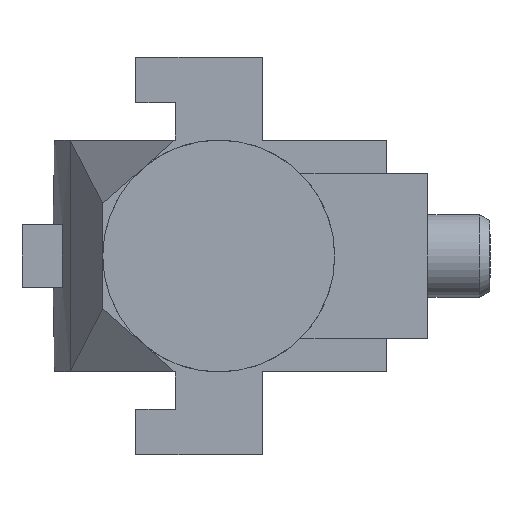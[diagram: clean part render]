
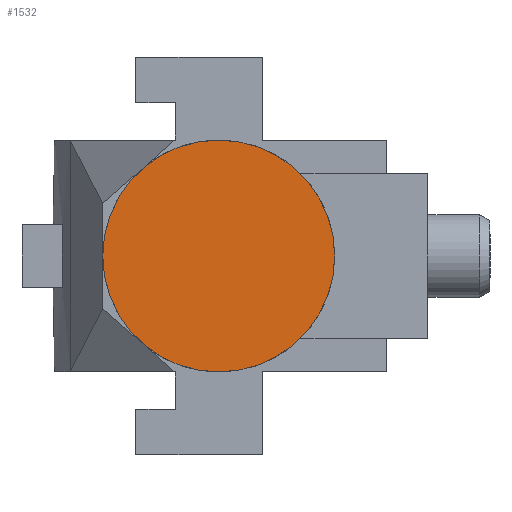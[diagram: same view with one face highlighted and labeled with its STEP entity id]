
A CAD part, left-side view. The second image highlights one B-rep face of the part: STEP entity #1532.
In plain terms, the highlighted planar face has unit normal (-1, 0, 0).
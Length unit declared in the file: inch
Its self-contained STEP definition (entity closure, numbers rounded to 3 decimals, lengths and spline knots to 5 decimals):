
#15 = VERTEX_POINT ( 'NONE', #119 ) ;
#53 = PLANE ( 'NONE',  #1989 ) ;
#55 = DIRECTION ( 'NONE',  ( 0., 0., 1. ) ) ;
#87 = EDGE_CURVE ( 'NONE', #324, #15, #118, .T. ) ;
#92 = EDGE_LOOP ( 'NONE', ( #537, #2093 ) ) ;
#118 = CIRCLE ( 'NONE', #856, 0.056 ) ;
#119 = CARTESIAN_POINT ( 'NONE',  ( -0.293, 0.086, -0.056 ) ) ;
#260 = CARTESIAN_POINT ( 'NONE',  ( -0.293, 0.086, 0. ) ) ;
#324 = VERTEX_POINT ( 'NONE', #762 ) ;
#436 = DIRECTION ( 'NONE',  ( 0., 0., 1. ) ) ;
#508 = FACE_OUTER_BOUND ( 'NONE', #92, .T. ) ;
#537 = ORIENTED_EDGE ( 'NONE', *, *, #1036, .T. ) ;
#581 = DIRECTION ( 'NONE',  ( 0., 0., 1. ) ) ;
#762 = CARTESIAN_POINT ( 'NONE',  ( -0.293, 0.086, 0.056 ) ) ;
#856 = AXIS2_PLACEMENT_3D ( 'NONE', #2105, #1089, #55 ) ;
#887 = CIRCLE ( 'NONE', #1404, 0.056 ) ;
#915 = CARTESIAN_POINT ( 'NONE',  ( -0.293, 0., 0. ) ) ;
#1036 = EDGE_CURVE ( 'NONE', #15, #324, #887, .T. ) ;
#1089 = DIRECTION ( 'NONE',  ( -1., 0., 0. ) ) ;
#1404 = AXIS2_PLACEMENT_3D ( 'NONE', #260, #1470, #436 ) ;
#1470 = DIRECTION ( 'NONE',  ( -1., 0., 0. ) ) ;
#1532 = ADVANCED_FACE ( 'NONE', ( #508 ), #53, .T. ) ;
#1608 = DIRECTION ( 'NONE',  ( -1., 0., 0. ) ) ;
#1989 = AXIS2_PLACEMENT_3D ( 'NONE', #915, #1608, #581 ) ;
#2093 = ORIENTED_EDGE ( 'NONE', *, *, #87, .T. ) ;
#2105 = CARTESIAN_POINT ( 'NONE',  ( -0.293, 0.086, 0. ) ) ;
